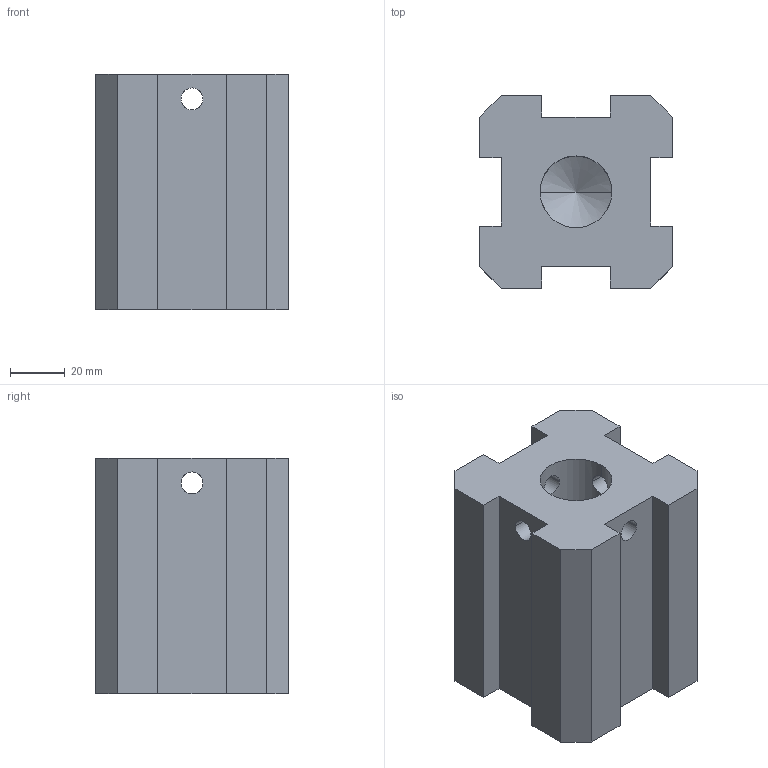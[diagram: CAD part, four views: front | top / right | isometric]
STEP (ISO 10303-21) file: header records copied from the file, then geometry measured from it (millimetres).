
FILE_DESCRIPTION(('CATIA V5 STEP','CAx-IF Rec.Pracs.--- Model Styling and Organization---1.4--- 2014-01-23'),'2;1');
FILE_NAME('63400D532318031830_IND A1.stp','2023-03-20T16:58:00+00:00',('none'),('none'),'CATIA Version 5-6 Release 2017 SP2 HF81','CATIA V5 STEP AP214 v1','none');
FILE_SCHEMA(('AUTOMOTIVE_DESIGN { 1 0 10303 214 1 1 1 1 }'));
Length unit declared in the file: millimetre
Products named in the file (1): 63400D532318031830
Bounding box: 70.5 x 70.5 x 86 mm (x, y, z)
Volume: 307767.6 mm3; surface area: 43859.5 mm2
Topology: 1 solids, 1 shells, 64 faces, 174 edges, 106 vertices
Faces by surface type: plane 28, cylinder 24, cone 12
Entity records: 1842 total; most frequent: CARTESIAN_POINT 400, ORIENTED_EDGE 324, DIRECTION 220, EDGE_CURVE 162, VECTOR 110, LINE 110, VERTEX_POINT 106, EDGE_LOOP 78
